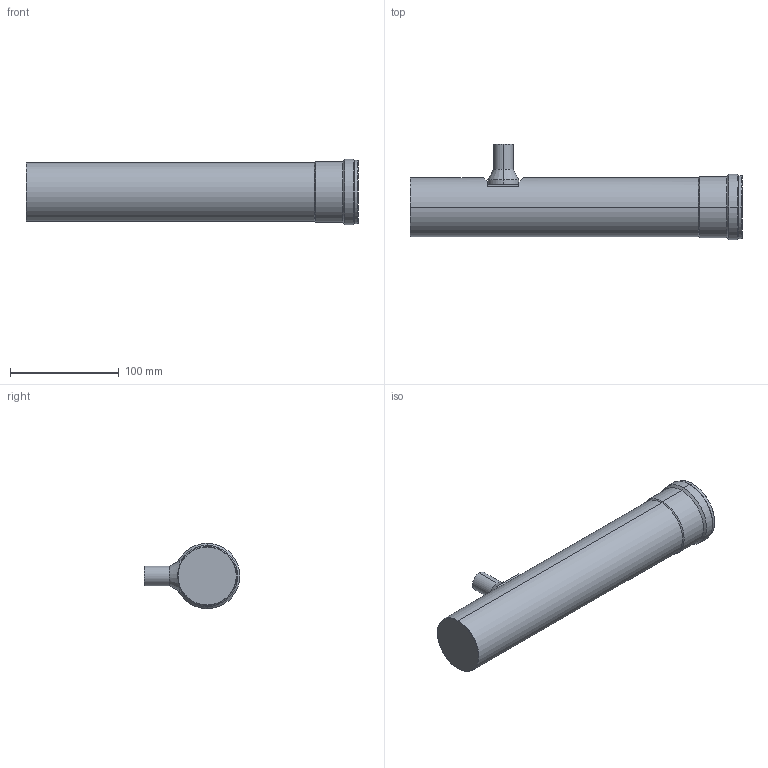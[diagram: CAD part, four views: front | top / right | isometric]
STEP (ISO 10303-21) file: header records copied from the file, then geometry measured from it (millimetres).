
FILE_DESCRIPTION (( 'STEP AP203' ), '1' );
FILE_NAME ('DTGD210-2.8C-M58.STEP', '2019-12-19T09:24:37', ( 'Windows 蚚誧' ), ( '' ), 'SwSTEP 2.0', 'SolidWorks 2017', '' );
FILE_SCHEMA (( 'CONFIG_CONTROL_DESIGN' ));
Length unit declared in the file: millimetre
Products named in the file (1): DTGD210-2.8C-M58
Bounding box: 304.9 x 87.8 x 60 mm (x, y, z)
Volume: 717541.8 mm3; surface area: 59838.2 mm2
Topology: 1 solids, 1 shells, 40 faces, 82 edges, 48 vertices
Faces by surface type: plane 16, cylinder 14, cone 10
Entity records: 1123 total; most frequent: DIRECTION 202, CARTESIAN_POINT 177, ORIENTED_EDGE 164, EDGE_CURVE 82, AXIS2_PLACEMENT_3D 81, VERTEX_POINT 48, EDGE_LOOP 44, CIRCLE 40
